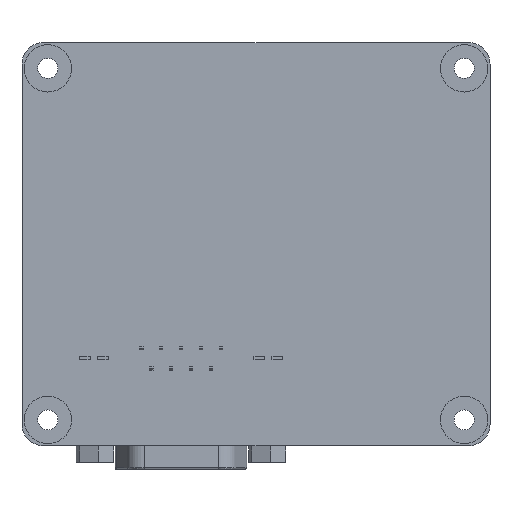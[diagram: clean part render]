
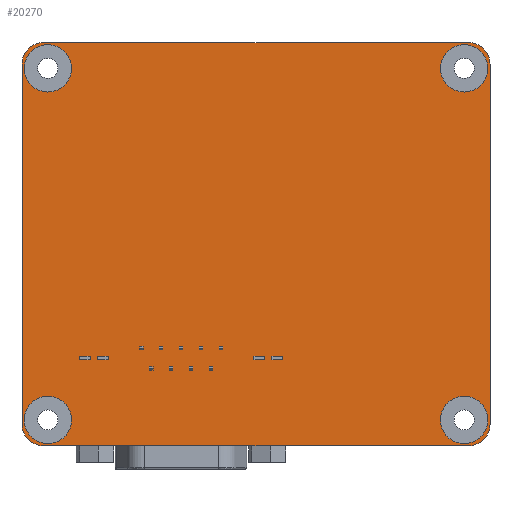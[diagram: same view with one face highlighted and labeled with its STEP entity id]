
A CAD part, front view. The second image highlights one B-rep face of the part: STEP entity #20270.
In plain terms, the highlighted planar face has unit normal (0, -1, 0).
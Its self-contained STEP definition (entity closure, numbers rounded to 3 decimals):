
#194 = EDGE_CURVE ( 'NONE', #4991, #5216, #7020, .T. ) ;
#222 = CARTESIAN_POINT ( 'NONE',  ( 61.56, 0., -52.55 ) ) ;
#422 = DIRECTION ( 'NONE',  ( 0., 0., 1. ) ) ;
#483 = ORIENTED_EDGE ( 'NONE', *, *, #14438, .T. ) ;
#659 = VECTOR ( 'NONE', #14202, 1000. ) ;
#803 = DIRECTION ( 'NONE',  ( 0., 0., 1. ) ) ;
#897 = CARTESIAN_POINT ( 'NONE',  ( 3., 0., -3. ) ) ;
#935 = CARTESIAN_POINT ( 'NONE',  ( 3.6, 0., -3.6 ) ) ;
#959 = ORIENTED_EDGE ( 'NONE', *, *, #8884, .T. ) ;
#1050 = DIRECTION ( 'NONE',  ( 0., 0., 1. ) ) ;
#1110 = AXIS2_PLACEMENT_3D ( 'NONE', #13070, #15991, #3697 ) ;
#1263 = CARTESIAN_POINT ( 'NONE',  ( 3.6, 0., -49.25 ) ) ;
#1641 = CARTESIAN_POINT ( 'NONE',  ( 65.16, 0., 0. ) ) ;
#1652 = VERTEX_POINT ( 'NONE', #3986 ) ;
#1679 = CARTESIAN_POINT ( 'NONE',  ( 0., 0., 0. ) ) ;
#1804 = CARTESIAN_POINT ( 'NONE',  ( 3.6, 0., -3.6 ) ) ;
#1935 = DIRECTION ( 'NONE',  ( 0., -1., 0. ) ) ;
#2000 = AXIS2_PLACEMENT_3D ( 'NONE', #9844, #11339, #422 ) ;
#2012 = CARTESIAN_POINT ( 'NONE',  ( 61.56, 0., -49.25 ) ) ;
#2061 = CARTESIAN_POINT ( 'NONE',  ( 0., 0., -56.15 ) ) ;
#2108 = VERTEX_POINT ( 'NONE', #12944 ) ;
#2229 = DIRECTION ( 'NONE',  ( 0., 0., 1. ) ) ;
#2391 = EDGE_CURVE ( 'NONE', #7070, #15190, #14859, .T. ) ;
#2509 = CARTESIAN_POINT ( 'NONE',  ( 0., 0., 0. ) ) ;
#2547 = CARTESIAN_POINT ( 'NONE',  ( 3.6, 0., -6.9 ) ) ;
#2712 = CARTESIAN_POINT ( 'NONE',  ( 0., 0., 0. ) ) ;
#3224 = DIRECTION ( 'NONE',  ( 0., 0., -1. ) ) ;
#3297 = VERTEX_POINT ( 'NONE', #1263 ) ;
#3325 = DIRECTION ( 'NONE',  ( 0., 0., 1. ) ) ;
#3331 = VERTEX_POINT ( 'NONE', #14624 ) ;
#3443 = VERTEX_POINT ( 'NONE', #18185 ) ;
#3539 = VERTEX_POINT ( 'NONE', #13780 ) ;
#3584 = AXIS2_PLACEMENT_3D ( 'NONE', #12188, #7672, #19895 ) ;
#3697 = DIRECTION ( 'NONE',  ( 0., 0., 1. ) ) ;
#3986 = CARTESIAN_POINT ( 'NONE',  ( 62.16, 0., 0. ) ) ;
#4032 = AXIS2_PLACEMENT_3D ( 'NONE', #935, #16490, #803 ) ;
#4282 = DIRECTION ( 'NONE',  ( 0., -1., 0. ) ) ;
#4373 = EDGE_CURVE ( 'NONE', #9578, #16244, #12613, .T. ) ;
#4377 = CARTESIAN_POINT ( 'NONE',  ( 0., 0., -3. ) ) ;
#4507 = CARTESIAN_POINT ( 'NONE',  ( 3., 0., -53.15 ) ) ;
#4903 = DIRECTION ( 'NONE',  ( 0., -1., 0. ) ) ;
#4966 = CARTESIAN_POINT ( 'NONE',  ( 61.56, 0., -0.3 ) ) ;
#4991 = VERTEX_POINT ( 'NONE', #2547 ) ;
#5216 = VERTEX_POINT ( 'NONE', #19430 ) ;
#5577 = DIRECTION ( 'NONE',  ( 0., 0., 1. ) ) ;
#5650 = FACE_OUTER_BOUND ( 'NONE', #9170, .T. ) ;
#5682 = EDGE_LOOP ( 'NONE', ( #9248, #7162 ) ) ;
#5896 = ORIENTED_EDGE ( 'NONE', *, *, #2391, .T. ) ;
#5976 = CIRCLE ( 'NONE', #18503, 3.3 ) ;
#6166 = CIRCLE ( 'NONE', #14582, 3. ) ;
#6231 = AXIS2_PLACEMENT_3D ( 'NONE', #1804, #4903, #3325 ) ;
#6328 = DIRECTION ( 'NONE',  ( 0., -1., 0. ) ) ;
#6336 = CIRCLE ( 'NONE', #1110, 3.3 ) ;
#6531 = EDGE_LOOP ( 'NONE', ( #7053, #17040 ) ) ;
#6677 = VECTOR ( 'NONE', #13518, 1000. ) ;
#6730 = ORIENTED_EDGE ( 'NONE', *, *, #16669, .F. ) ;
#7020 = CIRCLE ( 'NONE', #6231, 3.3 ) ;
#7053 = ORIENTED_EDGE ( 'NONE', *, *, #19692, .F. ) ;
#7070 = VERTEX_POINT ( 'NONE', #9405 ) ;
#7162 = ORIENTED_EDGE ( 'NONE', *, *, #13994, .F. ) ;
#7672 = DIRECTION ( 'NONE',  ( 0., -1., 0. ) ) ;
#7674 = DIRECTION ( 'NONE',  ( 0., -1., 0. ) ) ;
#7706 = EDGE_LOOP ( 'NONE', ( #10723, #13117 ) ) ;
#7897 = LINE ( 'NONE', #2061, #13030 ) ;
#7933 = AXIS2_PLACEMENT_3D ( 'NONE', #222, #6328, #9503 ) ;
#8538 = LINE ( 'NONE', #1679, #659 ) ;
#8551 = DIRECTION ( 'NONE',  ( 0., -1., 0. ) ) ;
#8884 = EDGE_CURVE ( 'NONE', #2108, #3331, #18815, .T. ) ;
#9139 = CIRCLE ( 'NONE', #17185, 3.3 ) ;
#9170 = EDGE_LOOP ( 'NONE', ( #16452, #483, #6730, #16739, #20218, #959, #20052, #5896 ) ) ;
#9248 = ORIENTED_EDGE ( 'NONE', *, *, #12388, .F. ) ;
#9405 = CARTESIAN_POINT ( 'NONE',  ( 62.16, 0., -56.15 ) ) ;
#9503 = DIRECTION ( 'NONE',  ( 0., 0., 1. ) ) ;
#9578 = VERTEX_POINT ( 'NONE', #2012 ) ;
#9712 = DIRECTION ( 'NONE',  ( 0., 0., 1. ) ) ;
#9844 = CARTESIAN_POINT ( 'NONE',  ( 62.16, 0., -3. ) ) ;
#9889 = CIRCLE ( 'NONE', #4032, 3.3 ) ;
#9977 = EDGE_CURVE ( 'NONE', #3443, #15190, #15795, .T. ) ;
#10326 = VERTEX_POINT ( 'NONE', #4377 ) ;
#10367 = FACE_BOUND ( 'NONE', #6531, .T. ) ;
#10469 = DIRECTION ( 'NONE',  ( 0., 1., 0. ) ) ;
#10664 = ORIENTED_EDGE ( 'NONE', *, *, #14256, .F. ) ;
#10723 = ORIENTED_EDGE ( 'NONE', *, *, #16166, .F. ) ;
#10855 = FACE_BOUND ( 'NONE', #5682, .T. ) ;
#10941 = EDGE_LOOP ( 'NONE', ( #15663, #10664 ) ) ;
#11339 = DIRECTION ( 'NONE',  ( 0., -1., 0. ) ) ;
#11364 = FACE_BOUND ( 'NONE', #10941, .T. ) ;
#11576 = CARTESIAN_POINT ( 'NONE',  ( 3.6, 0., -55.85 ) ) ;
#11804 = CIRCLE ( 'NONE', #7933, 3.3 ) ;
#12188 = CARTESIAN_POINT ( 'NONE',  ( 3.6, 0., -52.55 ) ) ;
#12388 = EDGE_CURVE ( 'NONE', #14325, #12565, #5976, .T. ) ;
#12565 = VERTEX_POINT ( 'NONE', #18146 ) ;
#12613 = CIRCLE ( 'NONE', #19101, 3.3 ) ;
#12944 = CARTESIAN_POINT ( 'NONE',  ( 0., 0., -53.15 ) ) ;
#13015 = DIRECTION ( 'NONE',  ( 1., 0., 0. ) ) ;
#13030 = VECTOR ( 'NONE', #13015, 1000. ) ;
#13070 = CARTESIAN_POINT ( 'NONE',  ( 3.6, 0., -52.55 ) ) ;
#13117 = ORIENTED_EDGE ( 'NONE', *, *, #13821, .F. ) ;
#13518 = DIRECTION ( 'NONE',  ( 0., 0., -1. ) ) ;
#13593 = PLANE ( 'NONE',  #15986 ) ;
#13629 = EDGE_CURVE ( 'NONE', #3331, #7070, #7897, .T. ) ;
#13780 = CARTESIAN_POINT ( 'NONE',  ( 3., 0., 0. ) ) ;
#13783 = DIRECTION ( 'NONE',  ( 0., 0., 1. ) ) ;
#13821 = EDGE_CURVE ( 'NONE', #16274, #3297, #18888, .T. ) ;
#13915 = CARTESIAN_POINT ( 'NONE',  ( 62.16, 0., -53.15 ) ) ;
#13994 = EDGE_CURVE ( 'NONE', #12565, #14325, #9139, .T. ) ;
#14069 = EDGE_CURVE ( 'NONE', #3539, #10326, #6166, .T. ) ;
#14202 = DIRECTION ( 'NONE',  ( 1., 0., 0. ) ) ;
#14256 = EDGE_CURVE ( 'NONE', #16244, #9578, #11804, .T. ) ;
#14325 = VERTEX_POINT ( 'NONE', #4966 ) ;
#14438 = EDGE_CURVE ( 'NONE', #3443, #1652, #15939, .T. ) ;
#14480 = CARTESIAN_POINT ( 'NONE',  ( 61.56, 0., -3.6 ) ) ;
#14505 = LINE ( 'NONE', #2712, #6677 ) ;
#14582 = AXIS2_PLACEMENT_3D ( 'NONE', #897, #4282, #15123 ) ;
#14624 = CARTESIAN_POINT ( 'NONE',  ( 3., 0., -56.15 ) ) ;
#14691 = DIRECTION ( 'NONE',  ( 0., -1., 0. ) ) ;
#14841 = AXIS2_PLACEMENT_3D ( 'NONE', #13915, #18597, #13783 ) ;
#14859 = CIRCLE ( 'NONE', #14841, 3. ) ;
#15123 = DIRECTION ( 'NONE',  ( 0., 0., 1. ) ) ;
#15190 = VERTEX_POINT ( 'NONE', #16813 ) ;
#15663 = ORIENTED_EDGE ( 'NONE', *, *, #4373, .F. ) ;
#15795 = LINE ( 'NONE', #1641, #16063 ) ;
#15939 = CIRCLE ( 'NONE', #2000, 3. ) ;
#15952 = CARTESIAN_POINT ( 'NONE',  ( 61.56, 0., -3.6 ) ) ;
#15986 = AXIS2_PLACEMENT_3D ( 'NONE', #2509, #10469, #1050 ) ;
#15991 = DIRECTION ( 'NONE',  ( 0., -1., 0. ) ) ;
#16063 = VECTOR ( 'NONE', #3224, 1000. ) ;
#16166 = EDGE_CURVE ( 'NONE', #3297, #16274, #6336, .T. ) ;
#16244 = VERTEX_POINT ( 'NONE', #19162 ) ;
#16274 = VERTEX_POINT ( 'NONE', #11576 ) ;
#16452 = ORIENTED_EDGE ( 'NONE', *, *, #9977, .F. ) ;
#16490 = DIRECTION ( 'NONE',  ( 0., -1., 0. ) ) ;
#16538 = CARTESIAN_POINT ( 'NONE',  ( 61.56, 0., -52.55 ) ) ;
#16669 = EDGE_CURVE ( 'NONE', #3539, #1652, #8538, .T. ) ;
#16739 = ORIENTED_EDGE ( 'NONE', *, *, #14069, .T. ) ;
#16813 = CARTESIAN_POINT ( 'NONE',  ( 65.16, 0., -53.15 ) ) ;
#17040 = ORIENTED_EDGE ( 'NONE', *, *, #194, .F. ) ;
#17185 = AXIS2_PLACEMENT_3D ( 'NONE', #14480, #8551, #2229 ) ;
#17788 = AXIS2_PLACEMENT_3D ( 'NONE', #4507, #7674, #20093 ) ;
#18146 = CARTESIAN_POINT ( 'NONE',  ( 61.56, 0., -6.9 ) ) ;
#18185 = CARTESIAN_POINT ( 'NONE',  ( 65.16, 0., -3. ) ) ;
#18503 = AXIS2_PLACEMENT_3D ( 'NONE', #15952, #1935, #9712 ) ;
#18597 = DIRECTION ( 'NONE',  ( 0., -1., 0. ) ) ;
#18815 = CIRCLE ( 'NONE', #17788, 3. ) ;
#18888 = CIRCLE ( 'NONE', #3584, 3.3 ) ;
#19101 = AXIS2_PLACEMENT_3D ( 'NONE', #16538, #14691, #5577 ) ;
#19162 = CARTESIAN_POINT ( 'NONE',  ( 61.56, 0., -55.85 ) ) ;
#19430 = CARTESIAN_POINT ( 'NONE',  ( 3.6, 0., -0.3 ) ) ;
#19661 = FACE_BOUND ( 'NONE', #7706, .T. ) ;
#19692 = EDGE_CURVE ( 'NONE', #5216, #4991, #9889, .T. ) ;
#19895 = DIRECTION ( 'NONE',  ( 0., 0., 1. ) ) ;
#20052 = ORIENTED_EDGE ( 'NONE', *, *, #13629, .T. ) ;
#20093 = DIRECTION ( 'NONE',  ( 0., 0., 1. ) ) ;
#20218 = ORIENTED_EDGE ( 'NONE', *, *, #20260, .T. ) ;
#20260 = EDGE_CURVE ( 'NONE', #10326, #2108, #14505, .T. ) ;
#20270 = ADVANCED_FACE ( 'NONE', ( #19661, #10367, #5650, #10855, #11364 ), #13593, .F. ) ;
